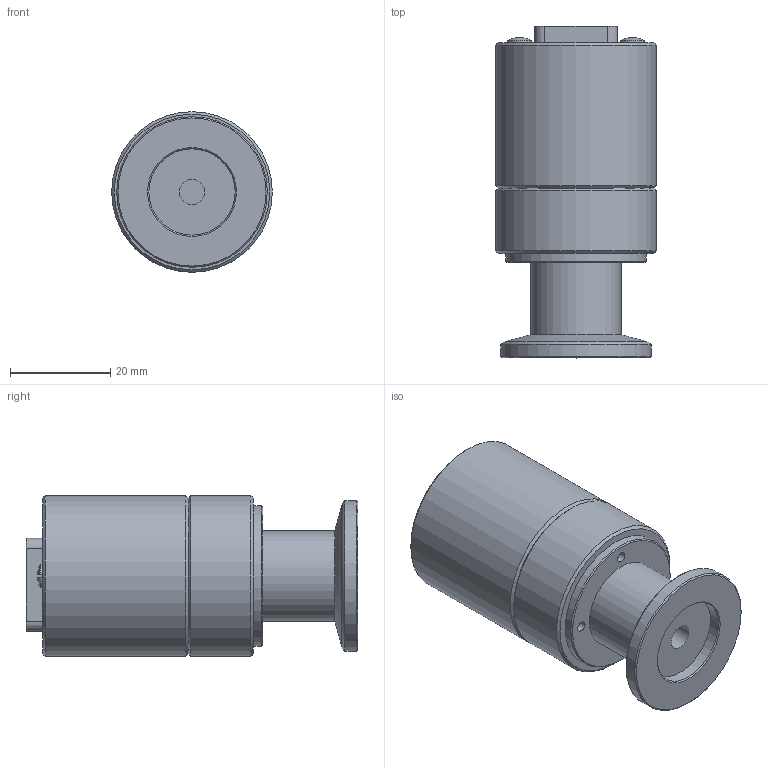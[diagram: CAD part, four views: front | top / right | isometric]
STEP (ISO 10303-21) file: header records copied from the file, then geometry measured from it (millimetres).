
FILE_DESCRIPTION(/* description */ ('STEP AP203'),/* implementation_level */ '2;1');
FILE_NAME(/* name */ 'PTR26770.stp',/* time_stamp */ '2025-10-24T15:58:24+02:00',/* author */ ('DVONKRIEGSTE'),/* organization */ (''),/* preprocessor_version */ 'ST-DEVELOPER v18.1',/* originating_system */ 'Autodesk Inventor 2021',/* authorisation */ '');
FILE_SCHEMA (('AUTOMOTIVE_DESIGN { 1 0 10303 214 3 1 1 }'));
Length unit declared in the file: millimetre
Products named in the file (5): VSP63MV; vsp62_gh; vsp_16kf; DIN 964 - Linsen-Senkkopfschraube_M2,5 x   6; GO6UM
Assembly tree (5 placements, depth 2):
  VSP63MV
    vsp62_gh
    vsp_16kf
    DIN 964 - Linsen-Senkkopfschraube_M2,5 x   6  x2
    GO6UM
Bounding box: 32 x 66.1 x 32 mm (x, y, z)
Volume: 17717.6 mm3; surface area: 15239.7 mm2
Topology: 5 solids, 5 shells, 121 faces, 276 edges, 179 vertices
Faces by surface type: plane 64, cylinder 35, cone 17, sphere 4, torus 1
Full cylindrical faces by diameter (mm): 2.05 x4, 2.5 x3, 2.6 x2, 3 x2, 5 x1, 6.5 x1, 10.9 x1, 12.8 x1, 15.4 x1, 17.2 x1, 18 x1, 28 x2, 30 x1, 32 x2
Entity records: 3360 total; most frequent: DIRECTION 577, CARTESIAN_POINT 547, ORIENTED_EDGE 502, EDGE_CURVE 251, AXIS2_PLACEMENT_3D 209, VERTEX_POINT 163, LINE 159, VECTOR 159
